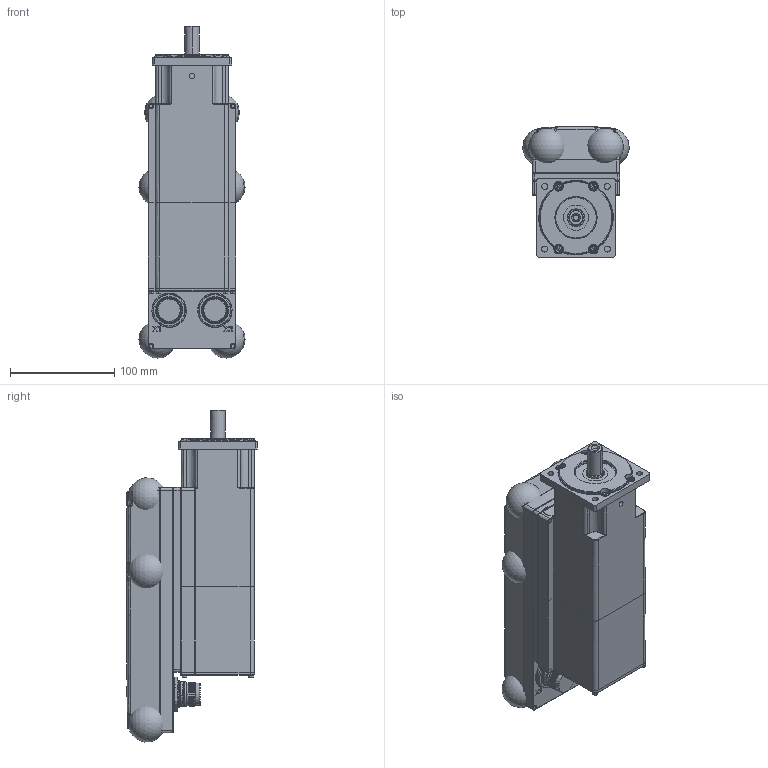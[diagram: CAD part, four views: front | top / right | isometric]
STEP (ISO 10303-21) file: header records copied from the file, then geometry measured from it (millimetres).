
FILE_DESCRIPTION((''),'2;1');
FILE_NAME('ISD510_SIZE1_B_1_5','2016-08-11T',('u269700'),(''),'CREO PARAMETRIC BY PTC INC, 2015200','CREO PARAMETRIC BY PTC INC, 2015200','');
FILE_SCHEMA(('CONFIG_CONTROL_DESIGN'));
Products named in the file (1): ISD510_SIZE1_B_1_5
Bounding box: 101.99 x 125.57 x 318.74 mm (x, y, z)
Surface area: 185639.1 mm2 (no closed solid volume)
Topology: 0 solids, 0 shells, 1686 faces, 9164 edges, 9063 vertices
Faces by surface type: bspline 1554, torus 110, sphere 22
Entity records: 174530 total; most frequent: CARTESIAN_POINT 97444, DIRECTION 11311, TRIMMED_CURVE 9754, DEFINITIONAL_REPRESENTATION 8970, PCURVE 8970, COMPOSITE_CURVE_SEGMENT 8970, VECTOR 8461, LINE 8461
